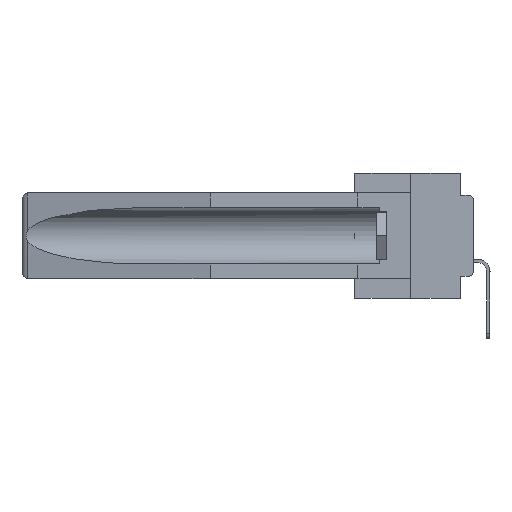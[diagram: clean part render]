
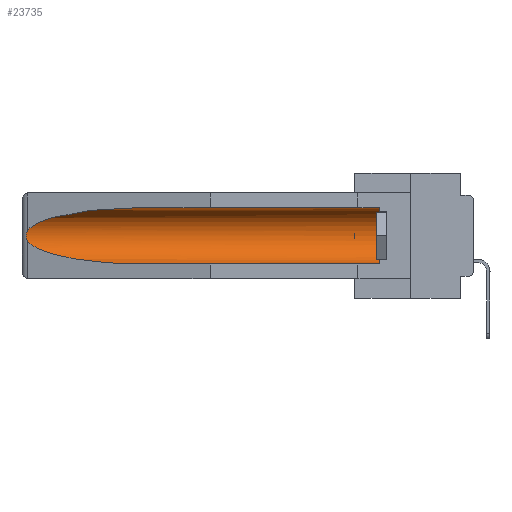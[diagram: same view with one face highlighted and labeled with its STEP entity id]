
A CAD part, left-side view. The second image highlights one B-rep face of the part: STEP entity #23735.
In plain terms, the highlighted cylindrical face has radius 2.857 mm (diameter 5.715 mm), a partial arc.
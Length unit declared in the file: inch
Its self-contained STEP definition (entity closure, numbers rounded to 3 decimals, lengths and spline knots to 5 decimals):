
#26 = CARTESIAN_POINT ( 'NONE',  ( 0.2675, 1.53308, -0.17534 ) ) ;
#2596 = DIRECTION ( 'NONE',  ( 0., 1., 0. ) ) ;
#2611 = DIRECTION ( 'NONE',  ( 0., -1., 0. ) ) ;
#2992 = CARTESIAN_POINT ( 'NONE',  ( 0.26597, 1.52961, -0.15275 ) ) ;
#3003 = CIRCLE ( 'NONE', #9992, 0.1125 ) ;
#3179 = LINE ( 'NONE', #9926, #9380 ) ;
#3196 = CARTESIAN_POINT ( 'NONE',  ( 0.26655, 1.53094, -0.18657 ) ) ;
#3377 = CARTESIAN_POINT ( 'NONE',  ( 0.2673, 1.53269, -0.17917 ) ) ;
#4781 = VERTEX_POINT ( 'NONE', #24586 ) ;
#4819 = CARTESIAN_POINT ( 'NONE',  ( 0.21114, 1.30732, -0.059 ) ) ;
#5172 = CYLINDRICAL_SURFACE ( 'NONE', #21458, 0.1125 ) ;
#5786 = CARTESIAN_POINT ( 'NONE',  ( 0.2673, 1.5327, -0.16383 ) ) ;
#6132 = EDGE_CURVE ( 'NONE', #13111, #17562, #25582, .T. ) ;
#6313 = CARTESIAN_POINT ( 'NONE',  ( 0.155, 1.07973, -0.284 ) ) ;
#7268 = DIRECTION ( 'NONE',  ( 0., 1., 0. ) ) ;
#8167 = CARTESIAN_POINT ( 'NONE',  ( 0.155, -0.30754, -0.1715 ) ) ;
#8241 = CARTESIAN_POINT ( 'NONE',  ( 0.155, 0.126, -0.284 ) ) ;
#8522 = EDGE_CURVE ( 'NONE', #31264, #4781, #28660, .T. ) ;
#9380 = VECTOR ( 'NONE', #37162, 39.37008 ) ;
#9926 = CARTESIAN_POINT ( 'NONE',  ( 0.155, -0.30754, -0.059 ) ) ;
#9992 = AXIS2_PLACEMENT_3D ( 'NONE', #39173, #2611, #38977 ) ;
#10263 = CARTESIAN_POINT ( 'NONE',  ( 0.155, -0.30754, -0.284 ) ) ;
#10384 = CARTESIAN_POINT ( 'NONE',  ( 0.155, 1.07973, -0.284 ) ) ;
#10532 = EDGE_CURVE ( 'NONE', #32046, #31264, #3179, .T. ) ;
#10673 = CARTESIAN_POINT ( 'NONE',  ( 0.26537, 1.52718, -0.19328 ) ) ;
#10851 = CARTESIAN_POINT ( 'NONE',  ( 0.155, 1.07973, -0.059 ) ) ;
#11661 = ORIENTED_EDGE ( 'NONE', *, *, #10532, .T. ) ;
#12313 = ORIENTED_EDGE ( 'NONE', *, *, #6132, .F. ) ;
#12392 = EDGE_CURVE ( 'NONE', #4781, #16743, #28100, .T. ) ;
#13111 = VERTEX_POINT ( 'NONE', #8241 ) ;
#14058 = EDGE_LOOP ( 'NONE', ( #17422, #31839, #20269, #12313, #19289, #11661 ) ) ;
#15094 = CARTESIAN_POINT ( 'NONE',  ( 0.25451, 1.48313, -0.24835 ) ) ;
#15155 = CARTESIAN_POINT ( 'NONE',  ( 0.26597, 1.5296, -0.19026 ) ) ;
#16743 = VERTEX_POINT ( 'NONE', #10673 ) ;
#17422 = ORIENTED_EDGE ( 'NONE', *, *, #8522, .T. ) ;
#17562 = VERTEX_POINT ( 'NONE', #10384 ) ;
#19082 = VECTOR ( 'NONE', #7268, 39.37008 ) ;
#19289 = ORIENTED_EDGE ( 'NONE', *, *, #24856, .T. ) ;
#20172 = CARTESIAN_POINT ( 'NONE',  ( 0.26537, 1.52718, -0.14972 ) ) ;
#20269 = ORIENTED_EDGE ( 'NONE', *, *, #37209, .T. ) ;
#21132 = CARTESIAN_POINT ( 'NONE',  ( 0.2675, 1.53308, -0.16763 ) ) ;
#21458 = AXIS2_PLACEMENT_3D ( 'NONE', #8167, #2596, #35399 ) ;
#21461 = CARTESIAN_POINT ( 'NONE',  ( 0.26537, 1.52718, -0.19328 ) ) ;
#23735 = ADVANCED_FACE ( 'NONE', ( #29632 ), #5172, .F. ) ;
#24586 = CARTESIAN_POINT ( 'NONE',  ( 0.26537, 1.52718, -0.14972 ) ) ;
#24856 = EDGE_CURVE ( 'NONE', #13111, #32046, #3003, .T. ) ;
#25582 = LINE ( 'NONE', #10263, #19082 ) ;
#26318 = CARTESIAN_POINT ( 'NONE',  ( 0.155, 1.07973, -0.059 ) ) ;
#27469 = CARTESIAN_POINT ( 'NONE',  ( 0.26537, 1.52718, -0.19328 ) ) ;
#28100 = B_SPLINE_CURVE_WITH_KNOTS ( 'NONE', 3,
 ( #33407, #2992, #30448, #5786, #21132, #26, #3377, #3196, #15155, #27469 ),
 .UNSPECIFIED., .F., .F.,
 ( 4, 2, 2, 2, 4 ),
 ( 0., 0.00029, 0.00058, 0.00087, 0.00117 ),
 .UNSPECIFIED. ) ;
#28660 =( BOUNDED_CURVE ( )  B_SPLINE_CURVE ( 3, ( #26318, #4819, #34871, #20172 ),
 .UNSPECIFIED., .F., .T. ) 
 B_SPLINE_CURVE_WITH_KNOTS ( ( 4, 4 ),
 ( 4.71239, 6.08839 ),
 .UNSPECIFIED. ) 
 CURVE ( )  GEOMETRIC_REPRESENTATION_ITEM ( )  RATIONAL_B_SPLINE_CURVE ( ( 1., 0.848, 0.848, 1. ) ) 
 REPRESENTATION_ITEM ( '' )  );
#29632 = FACE_OUTER_BOUND ( 'NONE', #14058, .T. ) ;
#30448 = CARTESIAN_POINT ( 'NONE',  ( 0.26654, 1.53092, -0.15636 ) ) ;
#31262 = CARTESIAN_POINT ( 'NONE',  ( 0.155, 0.126, -0.059 ) ) ;
#31264 = VERTEX_POINT ( 'NONE', #10851 ) ;
#31839 = ORIENTED_EDGE ( 'NONE', *, *, #12392, .T. ) ;
#32046 = VERTEX_POINT ( 'NONE', #31262 ) ;
#33407 = CARTESIAN_POINT ( 'NONE',  ( 0.26537, 1.52718, -0.14972 ) ) ;
#33559 = CARTESIAN_POINT ( 'NONE',  ( 0.21114, 1.30732, -0.284 ) ) ;
#34214 =( BOUNDED_CURVE ( )  B_SPLINE_CURVE ( 3, ( #21461, #15094, #33559, #6313 ),
 .UNSPECIFIED., .F., .T. ) 
 B_SPLINE_CURVE_WITH_KNOTS ( ( 4, 4 ),
 ( 0.1948, 1.5708 ),
 .UNSPECIFIED. ) 
 CURVE ( )  GEOMETRIC_REPRESENTATION_ITEM ( )  RATIONAL_B_SPLINE_CURVE ( ( 1., 0.848, 0.848, 1. ) ) 
 REPRESENTATION_ITEM ( '' )  );
#34871 = CARTESIAN_POINT ( 'NONE',  ( 0.25451, 1.48313, -0.09465 ) ) ;
#35399 = DIRECTION ( 'NONE',  ( 0., 0., 1. ) ) ;
#37162 = DIRECTION ( 'NONE',  ( 0., 1., 0. ) ) ;
#37209 = EDGE_CURVE ( 'NONE', #16743, #17562, #34214, .T. ) ;
#38977 = DIRECTION ( 'NONE',  ( 0., 0., 1. ) ) ;
#39173 = CARTESIAN_POINT ( 'NONE',  ( 0.155, 0.126, -0.1715 ) ) ;
